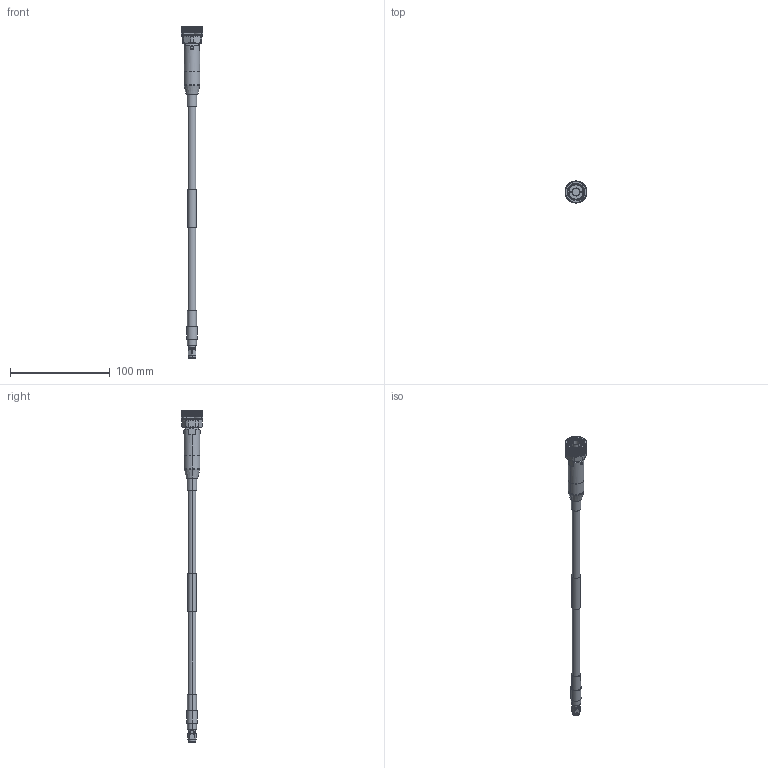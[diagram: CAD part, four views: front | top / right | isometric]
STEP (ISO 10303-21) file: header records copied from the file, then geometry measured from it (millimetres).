
FILE_DESCRIPTION (( 'STEP AP214' ), '1' );
FILE_NAME ('FMC960_3D.step', '2023-12-11T18:47:35', ( '' ), ( '' ), 'SwSTEP 2.0', 'SolidWorks 2022', '' );
FILE_SCHEMA (( 'AUTOMOTIVE_DESIGN' ));
Length unit declared in the file: inch
Products named in the file (5): FMC960_3D; 1.85mm Male^FMC960; NMD 1.85mm Female^FMC960; VNA-HF^FMC960; Label^FMC960
Assembly tree (4 placements, depth 2):
  FMC960_3D
    VNA-HF^FMC960
    Label^FMC960
    NMD 1.85mm Female^FMC960
    1.85mm Male^FMC960
Bounding box: 22 x 22 x 332.16 mm (x, y, z)
Volume: 30319.2 mm3; surface area: 15271.2 mm2
Topology: 5 solids, 5 shells, 423 faces, 1132 edges, 744 vertices
Faces by surface type: plane 199, cylinder 176, cone 40, bspline 6, torus 2
Entity records: 16552 total; most frequent: CARTESIAN_POINT 6249, ORIENTED_EDGE 2264, DIRECTION 1944, EDGE_CURVE 1132, AXIS2_PLACEMENT_3D 762, VERTEX_POINT 744, EDGE_LOOP 448, FACE_OUTER_BOUND 423
